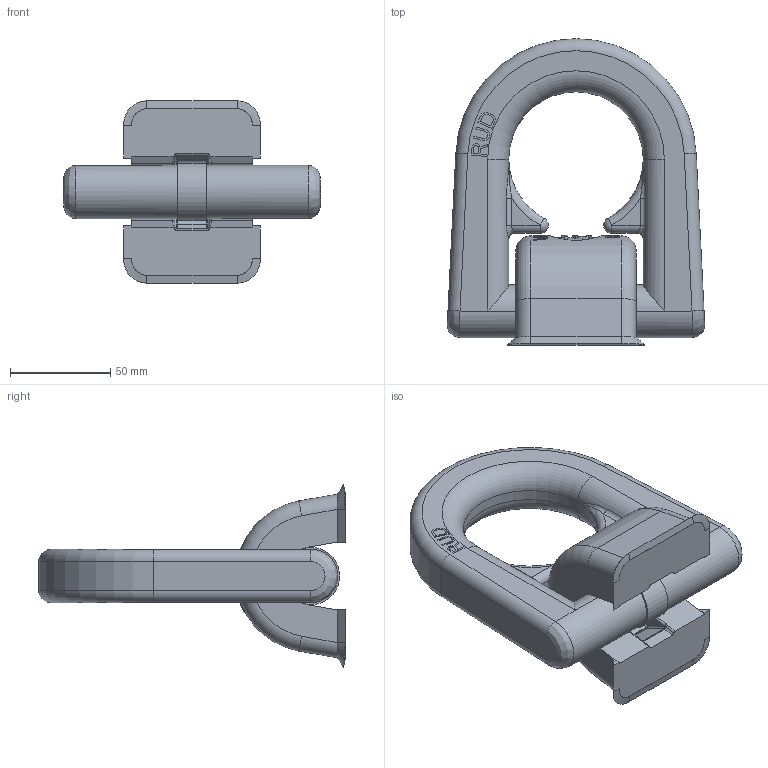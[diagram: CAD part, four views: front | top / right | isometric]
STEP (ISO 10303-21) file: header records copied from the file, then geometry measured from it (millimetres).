
FILE_DESCRIPTION((''),'2;1');
FILE_NAME('001-M32121-P-1_ASM','2005-09-21T',('jakubetz'),(''),'PRO/ENGINEER BY PARAMETRIC TECHNOLOGY CORPORATION, 2001400','PRO/ENGINEER BY PARAMETRIC TECHNOLOGY CORPORATION, 2001400','');
FILE_SCHEMA(('CONFIG_CONTROL_DESIGN'));
Length unit declared in the file: millimetre
Products named in the file (4): 001-M32121-P-1; 001-M32121-P-2; 001-M31417-P-1; 001-M32121-P-1_ASM
Assembly tree (3 placements, depth 2):
  001-M32121-P-1_ASM
    001-M32121-P-1
    001-M32121-P-2
    001-M31417-P-1
Bounding box: 128.37 x 152.75 x 90.85 mm (x, y, z)
Volume: 411094.8 mm3; surface area: 66639.1 mm2
Topology: 3 solids, 3 shells, 535 faces, 1405 edges, 892 vertices
Faces by surface type: plane 387, cylinder 80, bspline 38, torus 22, sphere 8
Entity records: 18569 total; most frequent: CARTESIAN_POINT 6091, ORIENTED_EDGE 2810, DIRECTION 2219, EDGE_CURVE 1405, VERTEX_POINT 892, VECTOR 751, LINE 751, AXIS2_PLACEMENT_3D 734
